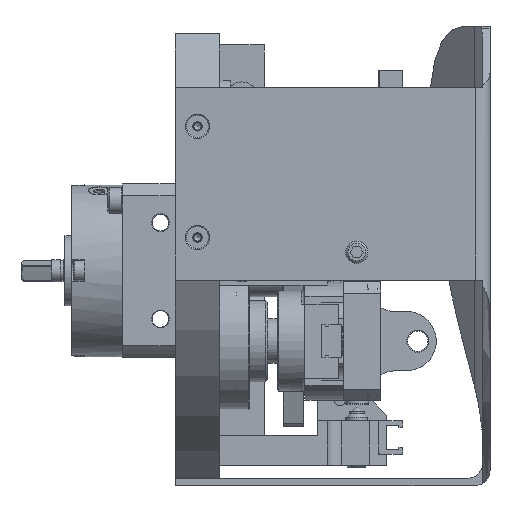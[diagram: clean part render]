
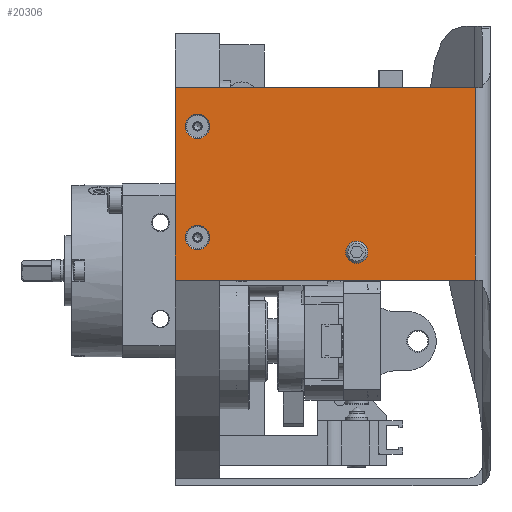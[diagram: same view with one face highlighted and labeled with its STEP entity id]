
A CAD part, front view. The second image highlights one B-rep face of the part: STEP entity #20306.
In plain terms, the highlighted face is planar.
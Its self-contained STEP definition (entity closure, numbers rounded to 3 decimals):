
#1541=PLANE('',#23783);
#2624=LINE('',#36211,#3738);
#2625=LINE('',#36214,#3739);
#2626=LINE('',#36216,#3740);
#2627=LINE('',#36218,#3741);
#3738=VECTOR('',#29930,1000.);
#3739=VECTOR('',#29931,1000.);
#3740=VECTOR('',#29932,1000.);
#3741=VECTOR('',#29933,1000.);
#8341=ORIENTED_EDGE('',*,*,#10982,.F.);
#8342=ORIENTED_EDGE('',*,*,#10983,.T.);
#8343=ORIENTED_EDGE('',*,*,#10984,.T.);
#8344=ORIENTED_EDGE('',*,*,#10985,.F.);
#8345=ORIENTED_EDGE('',*,*,#10986,.F.);
#8346=ORIENTED_EDGE('',*,*,#10987,.T.);
#8347=ORIENTED_EDGE('',*,*,#10988,.F.);
#10982=EDGE_CURVE('',#12878,#12878,#14082,.T.);
#10983=EDGE_CURVE('',#12879,#12879,#14083,.T.);
#10984=EDGE_CURVE('',#12880,#12880,#14084,.T.);
#10985=EDGE_CURVE('',#12881,#12882,#2624,.T.);
#10986=EDGE_CURVE('',#12883,#12881,#2625,.T.);
#10987=EDGE_CURVE('',#12883,#12884,#2626,.T.);
#10988=EDGE_CURVE('',#12882,#12884,#2627,.T.);
#12878=VERTEX_POINT('',#36206);
#12879=VERTEX_POINT('',#36208);
#12880=VERTEX_POINT('',#36210);
#12881=VERTEX_POINT('',#36212);
#12882=VERTEX_POINT('',#36213);
#12883=VERTEX_POINT('',#36215);
#12884=VERTEX_POINT('',#36217);
#14082=CIRCLE('',#23784,3.);
#14083=CIRCLE('',#23785,3.3);
#14084=CIRCLE('',#23786,3.3);
#16248=EDGE_LOOP('',(#8341));
#16249=EDGE_LOOP('',(#8342));
#16250=EDGE_LOOP('',(#8343));
#16251=EDGE_LOOP('',(#8344,#8345,#8346,#8347));
#18516=FACE_BOUND('',#16248,.T.);
#18517=FACE_BOUND('',#16249,.T.);
#18518=FACE_BOUND('',#16250,.T.);
#18519=FACE_BOUND('',#16251,.T.);
#20306=ADVANCED_FACE('',(#18516,#18517,#18518,#18519),#1541,.F.);
#23783=AXIS2_PLACEMENT_3D('',#36204,#29922,#29923);
#23784=AXIS2_PLACEMENT_3D('',#36205,#29924,#29925);
#23785=AXIS2_PLACEMENT_3D('',#36207,#29926,#29927);
#23786=AXIS2_PLACEMENT_3D('',#36209,#29928,#29929);
#29922=DIRECTION('',(0.,0.,-1.));
#29923=DIRECTION('',(-1.,0.,0.));
#29924=DIRECTION('',(0.,0.,1.));
#29925=DIRECTION('',(1.,0.,0.));
#29926=DIRECTION('',(0.,0.,-1.));
#29927=DIRECTION('',(-1.,0.,0.));
#29928=DIRECTION('',(0.,0.,-1.));
#29929=DIRECTION('',(-1.,0.,0.));
#29930=DIRECTION('',(1.,0.,0.));
#29931=DIRECTION('',(0.,1.,0.));
#29932=DIRECTION('',(1.,0.,0.));
#29933=DIRECTION('',(0.,-1.,0.));
#36204=CARTESIAN_POINT('',(-107.5,85.,0.));
#36205=CARTESIAN_POINT('',(-63.,49.,0.));
#36206=CARTESIAN_POINT('',(-60.,49.,0.));
#36207=CARTESIAN_POINT('',(-97.,6.,0.));
#36208=CARTESIAN_POINT('',(-100.3,6.,0.));
#36209=CARTESIAN_POINT('',(-67.,6.,0.));
#36210=CARTESIAN_POINT('',(-70.3,6.,0.));
#36211=CARTESIAN_POINT('',(-180.,81.,0.));
#36212=CARTESIAN_POINT('',(-107.5,81.,0.));
#36213=CARTESIAN_POINT('',(-55.5,81.,0.));
#36214=CARTESIAN_POINT('',(-107.5,-12.,0.));
#36215=CARTESIAN_POINT('',(-107.5,0.,0.));
#36216=CARTESIAN_POINT('',(-107.5,0.,0.));
#36217=CARTESIAN_POINT('',(-55.5,0.,0.));
#36218=CARTESIAN_POINT('',(-55.5,83.,0.));
